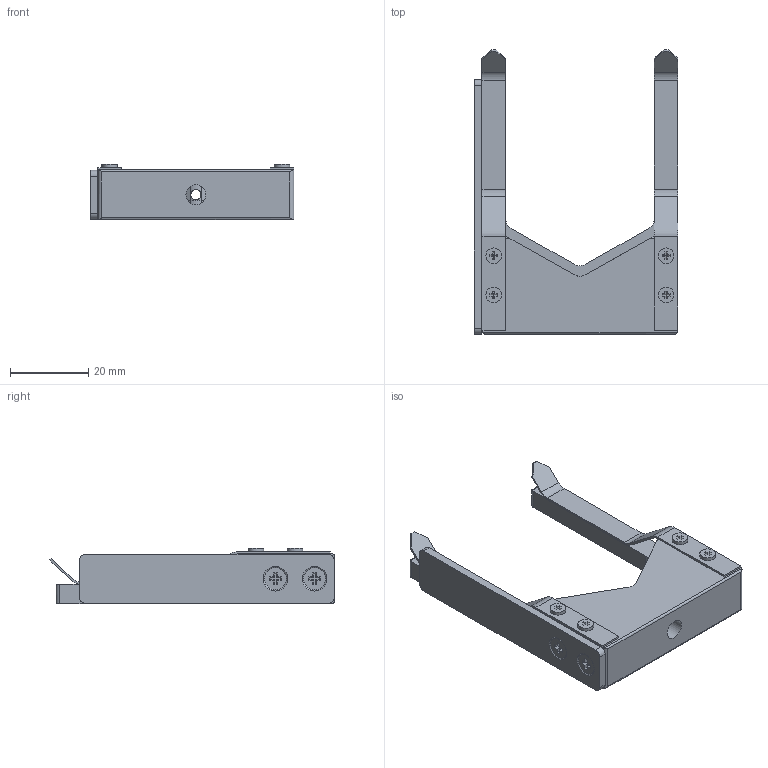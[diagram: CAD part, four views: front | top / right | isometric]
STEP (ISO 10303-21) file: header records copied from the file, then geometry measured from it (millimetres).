
FILE_DESCRIPTION (( 'STEP AP203' ), '1' );
FILE_NAME ('SFH-2.step', '2017-01-11T07:28:37', ( '¦K¬P' ), ( '' ), 'SwSTEP 2.0', 'SolidWorks 2012', '' );
FILE_SCHEMA (( 'CONFIG_CONTROL_DESIGN' ));
Length unit declared in the file: millimetre
Products named in the file (1): SFH-2
Bounding box: 52 x 72.6 x 14.1 mm (x, y, z)
Surface area: 10087.1 mm2 (no closed solid volume)
Topology: 0 solids, 12 shells, 173 faces, 493 edges, 335 vertices
Faces by surface type: plane 129, cylinder 42, cone 2
Full cylindrical faces by diameter (mm): 2.6 x1, 3 x2, 4 x4, 5.105 x1
Entity records: 5728 total; most frequent: CARTESIAN_POINT 1139, DIRECTION 906, ORIENTED_EDGE 890, EDGE_CURVE 482, LINE 376, VECTOR 376, VERTEX_POINT 334, AXIS2_PLACEMENT_3D 265
